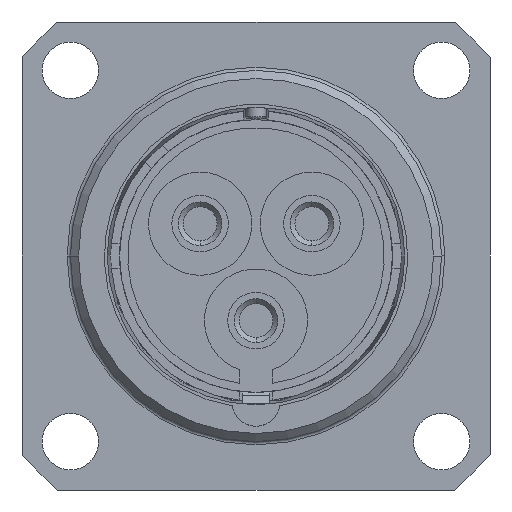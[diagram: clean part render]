
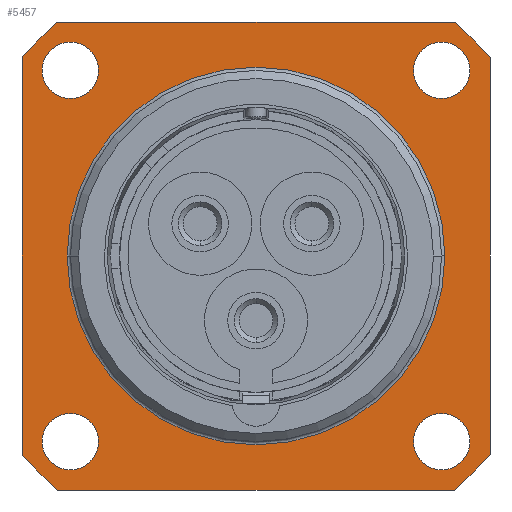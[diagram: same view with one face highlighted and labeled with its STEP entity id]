
A CAD part, left-side view. The second image highlights one B-rep face of the part: STEP entity #5457.
In plain terms, the highlighted planar face has unit normal (-1, 0, 0).
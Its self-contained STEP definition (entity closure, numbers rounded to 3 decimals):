
#65=CARTESIAN_POINT('',(10.6,14.5,-14.5));
#66=DIRECTION('',(1.,0.,0.));
#67=DIRECTION('',(0.,1.,0.));
#68=AXIS2_PLACEMENT_3D('',#65,#66,#67);
#80=CARTESIAN_POINT('',(10.6,14.5,-14.5));
#81=DIRECTION('',(1.,0.,0.));
#82=DIRECTION('',(0.,-1.,0.));
#83=AXIS2_PLACEMENT_3D('',#80,#81,#82);
#531=CARTESIAN_POINT('',(10.6,14.5,-14.5));
#532=DIRECTION('',(-1.,0.,0.));
#533=DIRECTION('',(0.,0.763,-0.646));
#534=AXIS2_PLACEMENT_3D('',#531,#532,#533);
#536=DIRECTION('',(0.,0.,-1.));
#537=VECTOR('',#536,24.556);
#538=CARTESIAN_POINT('',(10.6,29.,-2.222));
#539=LINE('904',#538,#537);
#540=CARTESIAN_POINT('',(10.6,14.5,-14.5));
#541=DIRECTION('',(-1.,0.,0.));
#542=DIRECTION('',(0.,0.646,0.763));
#543=AXIS2_PLACEMENT_3D('',#540,#541,#542);
#545=DIRECTION('',(0.,1.,0.));
#546=VECTOR('',#545,24.556);
#547=CARTESIAN_POINT('',(10.6,2.222,0.));
#548=LINE('903',#547,#546);
#549=CARTESIAN_POINT('',(10.6,14.5,-14.5));
#550=DIRECTION('',(-1.,0.,0.));
#551=DIRECTION('',(0.,-0.763,0.646));
#552=AXIS2_PLACEMENT_3D('',#549,#550,#551);
#554=DIRECTION('',(0.,0.,1.));
#555=VECTOR('',#554,24.556);
#556=CARTESIAN_POINT('',(10.6,0.,-26.778));
#557=LINE('902',#556,#555);
#558=CARTESIAN_POINT('',(10.6,14.5,-14.5));
#559=DIRECTION('',(-1.,0.,0.));
#560=DIRECTION('',(0.,-0.646,-0.763));
#561=AXIS2_PLACEMENT_3D('',#558,#559,#560);
#563=DIRECTION('',(0.,-1.,0.));
#564=VECTOR('',#563,24.556);
#565=CARTESIAN_POINT('',(10.6,26.778,-29.));
#566=LINE('901',#565,#564);
#567=CARTESIAN_POINT('',(10.6,26.,-3.));
#568=DIRECTION('',(1.,0.,0.));
#569=DIRECTION('',(0.,1.,0.));
#570=AXIS2_PLACEMENT_3D('',#567,#568,#569);
#572=CARTESIAN_POINT('',(10.6,26.,-3.));
#573=DIRECTION('',(1.,0.,0.));
#574=DIRECTION('',(0.,-1.,0.));
#575=AXIS2_PLACEMENT_3D('',#572,#573,#574);
#577=CARTESIAN_POINT('',(10.6,3.,-3.));
#578=DIRECTION('',(1.,0.,0.));
#579=DIRECTION('',(0.,1.,0.));
#580=AXIS2_PLACEMENT_3D('',#577,#578,#579);
#582=CARTESIAN_POINT('',(10.6,3.,-3.));
#583=DIRECTION('',(1.,0.,0.));
#584=DIRECTION('',(0.,-1.,0.));
#585=AXIS2_PLACEMENT_3D('',#582,#583,#584);
#587=CARTESIAN_POINT('',(10.6,3.,-26.));
#588=DIRECTION('',(1.,0.,0.));
#589=DIRECTION('',(0.,1.,0.));
#590=AXIS2_PLACEMENT_3D('',#587,#588,#589);
#592=CARTESIAN_POINT('',(10.6,3.,-26.));
#593=DIRECTION('',(1.,0.,0.));
#594=DIRECTION('',(0.,-1.,0.));
#595=AXIS2_PLACEMENT_3D('',#592,#593,#594);
#597=CARTESIAN_POINT('',(10.6,26.,-26.));
#598=DIRECTION('',(1.,0.,0.));
#599=DIRECTION('',(0.,1.,0.));
#600=AXIS2_PLACEMENT_3D('',#597,#598,#599);
#602=CARTESIAN_POINT('',(10.6,26.,-26.));
#603=DIRECTION('',(1.,0.,0.));
#604=DIRECTION('',(0.,-1.,0.));
#605=AXIS2_PLACEMENT_3D('',#602,#603,#604);
#3963=CARTESIAN_POINT('',(10.6,26.778,-29.));
#3964=CARTESIAN_POINT('',(10.6,2.222,-29.));
#3965=VERTEX_POINT('',#3963);
#3966=VERTEX_POINT('',#3964);
#3967=CARTESIAN_POINT('',(10.6,0.,-26.778));
#3968=CARTESIAN_POINT('',(10.6,0.,-2.222));
#3969=VERTEX_POINT('',#3967);
#3970=VERTEX_POINT('',#3968);
#3971=CARTESIAN_POINT('',(10.6,2.222,0.));
#3972=CARTESIAN_POINT('',(10.6,26.778,0.));
#3973=VERTEX_POINT('',#3971);
#3974=VERTEX_POINT('',#3972);
#3975=CARTESIAN_POINT('',(10.6,29.,-2.222));
#3976=CARTESIAN_POINT('',(10.6,29.,-26.778));
#3977=VERTEX_POINT('',#3975);
#3978=VERTEX_POINT('',#3976);
#3995=CARTESIAN_POINT('',(10.6,27.75,-3.));
#3996=CARTESIAN_POINT('',(10.6,24.25,-3.));
#3997=VERTEX_POINT('',#3995);
#3998=VERTEX_POINT('',#3996);
#3999=CARTESIAN_POINT('',(10.6,4.75,-3.));
#4000=CARTESIAN_POINT('',(10.6,1.25,-3.));
#4001=VERTEX_POINT('',#3999);
#4002=VERTEX_POINT('',#4000);
#4003=CARTESIAN_POINT('',(10.6,4.75,-26.));
#4004=CARTESIAN_POINT('',(10.6,1.25,-26.));
#4005=VERTEX_POINT('',#4003);
#4006=VERTEX_POINT('',#4004);
#4007=CARTESIAN_POINT('',(10.6,27.75,-26.));
#4008=CARTESIAN_POINT('',(10.6,24.25,-26.));
#4009=VERTEX_POINT('',#4007);
#4010=VERTEX_POINT('',#4008);
#4055=CARTESIAN_POINT('',(10.6,2.8,-14.5));
#4056=CARTESIAN_POINT('',(10.6,26.2,-14.5));
#4057=VERTEX_POINT('',#4055);
#4058=VERTEX_POINT('',#4056);
#5406=CARTESIAN_POINT('',(10.6,14.5,-14.5));
#5407=DIRECTION('',(-1.,0.,0.));
#5408=DIRECTION('',(0.,0.,1.));
#5409=AXIS2_PLACEMENT_3D('',#5406,#5407,#5408);
#5410=PLANE('274',#5409);
#5412=ORIENTED_EDGE('976',*,*,#5411,.F.);
#5414=ORIENTED_EDGE('904',*,*,#5413,.F.);
#5416=ORIENTED_EDGE('979',*,*,#5415,.F.);
#5418=ORIENTED_EDGE('903',*,*,#5417,.F.);
#5420=ORIENTED_EDGE('978',*,*,#5419,.F.);
#5422=ORIENTED_EDGE('902',*,*,#5421,.F.);
#5424=ORIENTED_EDGE('977',*,*,#5423,.F.);
#5426=ORIENTED_EDGE('901',*,*,#5425,.F.);
#5427=EDGE_LOOP('274',(#5412,#5414,#5416,#5418,#5420,#5422,#5424,#5426));
#5428=FACE_OUTER_BOUND('274',#5427,.F.);
#5430=ORIENTED_EDGE('913',*,*,#5429,.F.);
#5432=ORIENTED_EDGE('914',*,*,#5431,.F.);
#5433=EDGE_LOOP('274',(#5430,#5432));
#5434=FACE_BOUND('274',#5433,.F.);
#5436=ORIENTED_EDGE('915',*,*,#5435,.F.);
#5438=ORIENTED_EDGE('916',*,*,#5437,.F.);
#5439=EDGE_LOOP('274',(#5436,#5438));
#5440=FACE_BOUND('274',#5439,.F.);
#5442=ORIENTED_EDGE('917',*,*,#5441,.F.);
#5444=ORIENTED_EDGE('918',*,*,#5443,.F.);
#5445=EDGE_LOOP('274',(#5442,#5444));
#5446=FACE_BOUND('274',#5445,.F.);
#5448=ORIENTED_EDGE('919',*,*,#5447,.F.);
#5450=ORIENTED_EDGE('920',*,*,#5449,.F.);
#5451=EDGE_LOOP('274',(#5448,#5450));
#5452=FACE_BOUND('274',#5451,.F.);
#5453=ORIENTED_EDGE('948',*,*,#4858,.F.);
#5454=ORIENTED_EDGE('950',*,*,#4843,.F.);
#5455=EDGE_LOOP('274',(#5453,#5454));
#5456=FACE_BOUND('274',#5455,.F.);
#69=CIRCLE('950',#68,11.7);
#84=CIRCLE('948',#83,11.7);
#535=CIRCLE('976',#534,19.);
#544=CIRCLE('979',#543,19.);
#553=CIRCLE('978',#552,19.);
#562=CIRCLE('977',#561,19.);
#571=CIRCLE('913',#570,1.75);
#576=CIRCLE('914',#575,1.75);
#581=CIRCLE('915',#580,1.75);
#586=CIRCLE('916',#585,1.75);
#591=CIRCLE('917',#590,1.75);
#596=CIRCLE('918',#595,1.75);
#601=CIRCLE('919',#600,1.75);
#606=CIRCLE('920',#605,1.75);
#4843=EDGE_CURVE('950',#4058,#4057,#69,.T.);
#4858=EDGE_CURVE('948',#4057,#4058,#84,.T.);
#5411=EDGE_CURVE('976',#3978,#3965,#535,.T.);
#5413=EDGE_CURVE('904',#3977,#3978,#539,.T.);
#5415=EDGE_CURVE('979',#3974,#3977,#544,.T.);
#5417=EDGE_CURVE('903',#3973,#3974,#548,.T.);
#5419=EDGE_CURVE('978',#3970,#3973,#553,.T.);
#5421=EDGE_CURVE('902',#3969,#3970,#557,.T.);
#5423=EDGE_CURVE('977',#3966,#3969,#562,.T.);
#5425=EDGE_CURVE('901',#3965,#3966,#566,.T.);
#5429=EDGE_CURVE('913',#3997,#3998,#571,.T.);
#5431=EDGE_CURVE('914',#3998,#3997,#576,.T.);
#5435=EDGE_CURVE('915',#4001,#4002,#581,.T.);
#5437=EDGE_CURVE('916',#4002,#4001,#586,.T.);
#5441=EDGE_CURVE('917',#4005,#4006,#591,.T.);
#5443=EDGE_CURVE('918',#4006,#4005,#596,.T.);
#5447=EDGE_CURVE('919',#4009,#4010,#601,.T.);
#5449=EDGE_CURVE('920',#4010,#4009,#606,.T.);
#5457=ADVANCED_FACE('274',(#5428,#5434,#5440,#5446,#5452,#5456),#5410,.T.);
